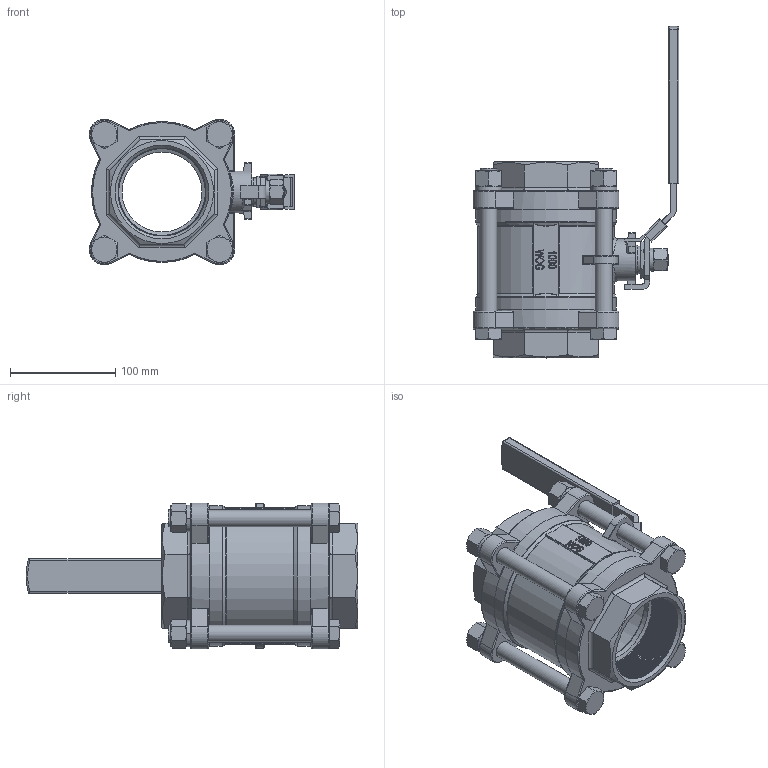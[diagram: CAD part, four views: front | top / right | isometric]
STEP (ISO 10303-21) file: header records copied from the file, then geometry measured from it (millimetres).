
FILE_DESCRIPTION(('STEP AP214'),'1');
FILE_NAME('3.stp','2020-08-04T06:29:50',(' '),(' '),'Spatial InterOp 3D',' ',' ');
FILE_SCHEMA(('AUTOMOTIVE_DESIGN { 1 0 10303 214 1 1 1 1 }'));
Length unit declared in the file: millimetre
Products named in the file (23): 3PC_____ 3; 阀杆; 阀体; 阀盖; 垫圈 ： 单圈弹簧 - M16.0 x 4.1; 螺母 ： 标准 - M16.0 x 14.8; 螺栓 ： 六角头 - M16.0 x 153.0; 垫圈 ： 单圈弹簧 - M14.0 x 3.6; 螺母 ： 标准 - M14.0 x 12.8; 锁块; 手柄套; 手柄; 压紧螺母
Assembly tree (22 placements, depth 2):
  3PC_____ 3
    阀杆
    阀体
    阀盖
    垫圈 ： 单圈弹簧 - M16.0 x 4.1
    螺母 ： 标准 - M16.0 x 14.8
    螺栓 ： 六角头 - M16.0 x 153.0
    垫圈 ： 单圈弹簧 - M14.0 x 3.6
    螺母 ： 标准 - M14.0 x 12.8
    锁块
    手柄套
    手柄
    压紧螺母
    垫圈 ： 单圈弹簧 - M16.0 x 4.1
    螺母 ： 标准 - M16.0 x 14.8
    螺栓 ： 六角头 - M16.0 x 153.0
    垫圈 ： 单圈弹簧 - M16.0 x 4.1
    螺母 ： 标准 - M16.0 x 14.8
    螺栓 ： 六角头 - M16.0 x 153.0
    垫圈 ： 单圈弹簧 - M16.0 x 4.1
    螺母 ： 标准 - M16.0 x 14.8
    螺栓 ： 六角头 - M16.0 x 153.0
    阀盖
Bounding box: 195.65 x 315.8 x 138.58 mm (x, y, z)
Volume: 1090041.4 mm3; surface area: 320665.5 mm2
Topology: 22 solids, 22 shells, 1311 faces, 3436 edges, 2189 vertices
Faces by surface type: plane 843, cylinder 226, cone 112, bspline 78, torus 47, sphere 5
Full cylindrical faces by diameter (mm): 7.5 x1, 14 x1, 16 x8, 16.5 x10, 20 x1, 20.6 x2, 25 x1, 26 x2, 26.4 x1, 28 x1, 40 x1, 76 x2, 82.613 x66, 117 x1, 118.5 x2, 125.5 x2, 134 x4
Entity records: 91752 total; most frequent: CARTESIAN_POINT 51931, ORIENTED_EDGE 6288, DIRECTION 5639, EDGE_CURVE 3144, LINE 2231, VECTOR 2231, VERTEX_POINT 2041, AXIS2_PLACEMENT_3D 1704
